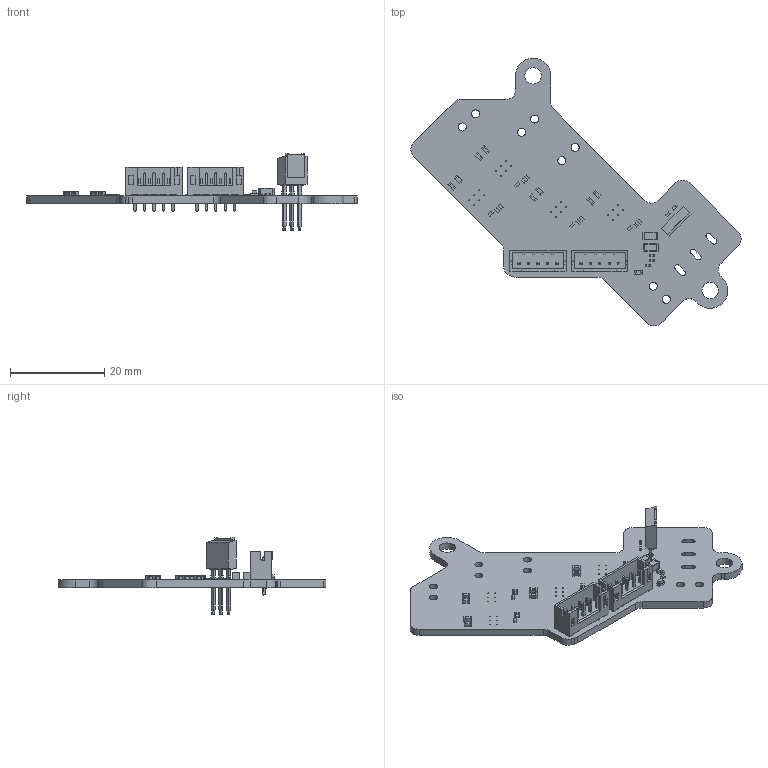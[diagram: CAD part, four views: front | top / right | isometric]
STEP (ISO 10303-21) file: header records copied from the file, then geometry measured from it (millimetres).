
FILE_DESCRIPTION(/* description */ (''),/* implementation_level */ '2;1');
FILE_NAME(/* name */ 'MD.step',/* time_stamp */ '2025-07-15T14:59:39+09:00',/* author */ (''),/* organization */ (''),/* preprocessor_version */ 'ST-DEVELOPER v20.1',/* originating_system */ 'Autodesk Translation Framework v14.10.0.0',/* authorisation */ '');
FILE_SCHEMA (('AUTOMOTIVE_DESIGN { 1 0 10303 214 3 1 1 }'));
Length unit declared in the file: millimetre
Products named in the file (16): MD; TO-251-3_Vertical (1); TO-251-3_Vertical; C_1206_3216Metric (1); C_1206_3216Metric; C_0402_1005Metric (1); C_0402_1005Metric; JST_PH_B5B-PH-K_1x05_P2.00mm_Vertical; JST_B5B_PH_K; C_0603_1608Metric (1); C_0603_1608Metric; LED_0603_1608Metric (1); LED_0603_1608Metric; R_0402_1005Metric (1); R_0402_1005Metric; MD_PCB
Assembly tree (39 placements, depth 3):
  MD
    R_0402_1005Metric (1)  x15
      R_0402_1005Metric
    C_0603_1608Metric (1)  x8
      C_0603_1608Metric
    C_0402_1005Metric (1)  x2
      C_0402_1005Metric
    TO-251-3_Vertical (1)
      TO-251-3_Vertical
    C_1206_3216Metric (1)  x2
      C_1206_3216Metric
    JST_PH_B5B-PH-K_1x05_P2.00mm_Vertical  x2
      JST_B5B_PH_K
    LED_0603_1608Metric (1)
      LED_0603_1608Metric
    MD_PCB
Bounding box: 70.03 x 56.72 x 16.26 mm (x, y, z)
Volume: 3220.9 mm3; surface area: 5281.6 mm2
Topology: 32 solids, 32 shells, 1292 faces, 3423 edges, 2238 vertices
Faces by surface type: plane 947, cylinder 345
Full cylindrical faces by diameter (mm): 0.2 x24, 0.75 x10, 1.1 x3, 1.7 x8, 3.5 x2
Entity records: 16864 total; most frequent: CARTESIAN_POINT 2801, ORIENTED_EDGE 2714, DIRECTION 2711, EDGE_CURVE 1357, LINE 1111, VECTOR 1111, VERTEX_POINT 890, AXIS2_PLACEMENT_3D 800
